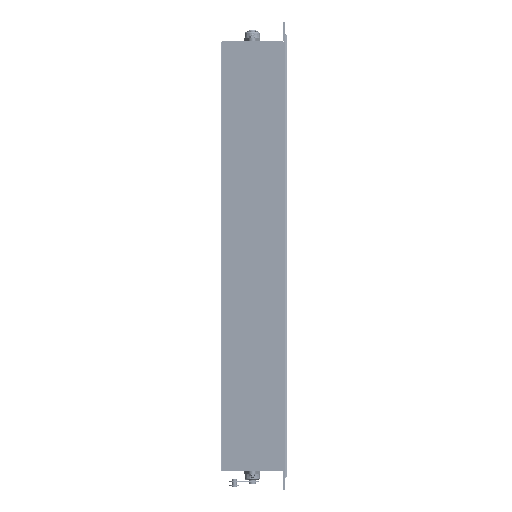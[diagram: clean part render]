
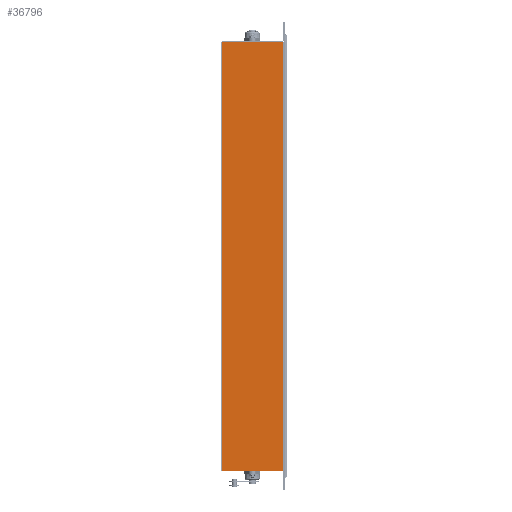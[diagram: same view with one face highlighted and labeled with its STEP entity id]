
A CAD part, front view. The second image highlights one B-rep face of the part: STEP entity #36796.
In plain terms, the highlighted face is planar.
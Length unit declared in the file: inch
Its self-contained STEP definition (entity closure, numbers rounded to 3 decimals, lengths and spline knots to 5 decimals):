
#35 = EDGE_CURVE ( 'NONE', #28260, #20543, #18239, .T. ) ;
#1676 = VERTEX_POINT ( 'NONE', #18543 ) ;
#5072 = CARTESIAN_POINT ( 'NONE',  ( -3.1285, 0.059, 22. ) ) ;
#5160 = LINE ( 'NONE', #19064, #35966 ) ;
#6097 = CARTESIAN_POINT ( 'NONE',  ( 3.25, 0.059, -22. ) ) ;
#6534 = EDGE_CURVE ( 'NONE', #12019, #20543, #17272, .T. ) ;
#9212 = LINE ( 'NONE', #15196, #9698 ) ;
#9558 = DIRECTION ( 'NONE',  ( -1., 0., 0. ) ) ;
#9698 = VECTOR ( 'NONE', #18550, 39.37008 ) ;
#10142 = ORIENTED_EDGE ( 'NONE', *, *, #33370, .T. ) ;
#10206 = EDGE_LOOP ( 'NONE', ( #17604, #32276, #10494, #10142 ) ) ;
#10494 = ORIENTED_EDGE ( 'NONE', *, *, #14854, .F. ) ;
#12019 = VERTEX_POINT ( 'NONE', #18374 ) ;
#12548 = DIRECTION ( 'NONE',  ( 0., 0., -1. ) ) ;
#12693 = PLANE ( 'NONE',  #37080 ) ;
#12718 = CARTESIAN_POINT ( 'NONE',  ( -3.1285, 0.059, -22. ) ) ;
#14854 = EDGE_CURVE ( 'NONE', #1676, #28260, #9212, .T. ) ;
#15196 = CARTESIAN_POINT ( 'NONE',  ( 3.25, 0.059, 22. ) ) ;
#17272 = LINE ( 'NONE', #6097, #25108 ) ;
#17604 = ORIENTED_EDGE ( 'NONE', *, *, #6534, .T. ) ;
#18239 = LINE ( 'NONE', #5072, #36554 ) ;
#18374 = CARTESIAN_POINT ( 'NONE',  ( 3.1285, 0.059, -22. ) ) ;
#18543 = CARTESIAN_POINT ( 'NONE',  ( 3.1285, 0.059, 22. ) ) ;
#18550 = DIRECTION ( 'NONE',  ( -1., 0., 0. ) ) ;
#19064 = CARTESIAN_POINT ( 'NONE',  ( 3.1285, 0.059, 22. ) ) ;
#19113 = CARTESIAN_POINT ( 'NONE',  ( 3.25, 0.059, 22. ) ) ;
#20543 = VERTEX_POINT ( 'NONE', #12718 ) ;
#20998 = CARTESIAN_POINT ( 'NONE',  ( -3.1285, 0.059, 22. ) ) ;
#25108 = VECTOR ( 'NONE', #9558, 39.37008 ) ;
#28260 = VERTEX_POINT ( 'NONE', #20998 ) ;
#28379 = DIRECTION ( 'NONE',  ( 0., 0., -1. ) ) ;
#29210 = DIRECTION ( 'NONE',  ( 0., -1., 0. ) ) ;
#32276 = ORIENTED_EDGE ( 'NONE', *, *, #35, .F. ) ;
#33370 = EDGE_CURVE ( 'NONE', #1676, #12019, #5160, .T. ) ;
#35294 = FACE_OUTER_BOUND ( 'NONE', #10206, .T. ) ;
#35966 = VECTOR ( 'NONE', #42360, 39.37008 ) ;
#36554 = VECTOR ( 'NONE', #28379, 39.37008 ) ;
#36796 = ADVANCED_FACE ( 'NONE', ( #35294 ), #12693, .F. ) ;
#37080 = AXIS2_PLACEMENT_3D ( 'NONE', #19113, #29210, #12548 ) ;
#42360 = DIRECTION ( 'NONE',  ( 0., 0., -1. ) ) ;
